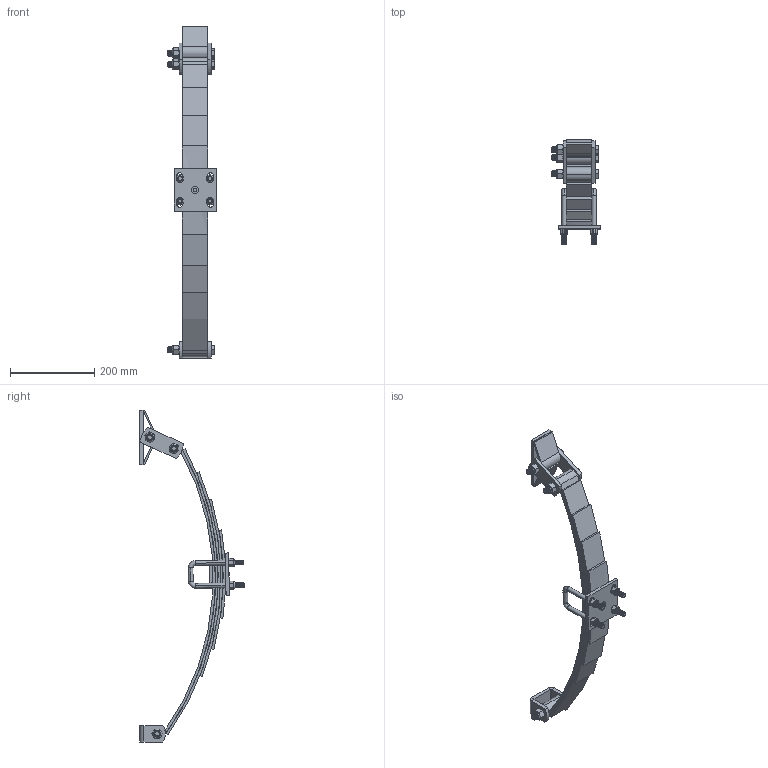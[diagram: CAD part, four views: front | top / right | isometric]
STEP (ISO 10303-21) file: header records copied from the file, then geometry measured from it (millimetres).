
FILE_DESCRIPTION (( 'STEP AP203' ), '1' );
FILE_NAME ('EYE TO EYE 5 LEAF 60MM SUSPENSION_REV_.step', '2025-08-17T04:51:28', ( '' ), ( '' ), 'SwSTEP 2.0', 'SolidWorks 2024', '' );
FILE_SCHEMA (( 'CONFIG_CONTROL_DESIGN' ));
Length unit declared in the file: millimetre
Products named in the file (11): Copy of NUT HEX 9_16-12 LOCKNUT_1^eye to eye 5 leaf 60mm suspension; EYE TO EYE 5 LEAF 60MM SUSPENSION_REV_; Copy of NUT HEX 3_8-16 LOCKNUT_1^eye to eye 5 leaf 60mm suspension; Part6^eye to eye 5 leaf 60mm suspension; Copy of linkplate^eye to eye 5 leaf 60mm suspension; Part1^eye to eye 5 leaf 60mm suspension_Default<As Machined>; HANGER-F; Copy of BOLT HEX 9_16-12 x 3.25 GRADE 8_1^eye to eye 5 leaf 60mm suspension; HANGER-R; Copy of U BOLT FOR 1.5 SQUARE AXLE x 1.75 SPRING^eye to eye 5 leaf 60mm suspension; Part7^eye to eye 5 leaf 60mm suspension
Assembly tree (19 placements, depth 2):
  EYE TO EYE 5 LEAF 60MM SUSPENSION_REV_
    Copy of BOLT HEX 9_16-12 x 3.25 GRADE 8_1^eye to eye 5 leaf 60mm suspension  x3
    Copy of NUT HEX 9_16-12 LOCKNUT_1^eye to eye 5 leaf 60mm suspension  x3
    Copy of NUT HEX 3_8-16 LOCKNUT_1^eye to eye 5 leaf 60mm suspension  x4
    Copy of U BOLT FOR 1.5 SQUARE AXLE x 1.75 SPRING^eye to eye 5 leaf 60mm suspension  x2
    Part1^eye to eye 5 leaf 60mm suspension_Default<As Machined>
    HANGER-R
    Copy of linkplate^eye to eye 5 leaf 60mm suspension  x2
    HANGER-F
    Part6^eye to eye 5 leaf 60mm suspension
    Part7^eye to eye 5 leaf 60mm suspension
Bounding box: 114.55 x 248.67 x 790 mm (x, y, z)
Volume: 1429200.4 mm3; surface area: 544303 mm2
Topology: 36 solids, 36 shells, 1011 faces, 2558 edges, 1655 vertices
Faces by surface type: cylinder 496, plane 264, cone 159, bspline 84, torus 8
Entity records: 30531 total; most frequent: CARTESIAN_POINT 18998, ORIENTED_EDGE 2284, DIRECTION 1893, EDGE_CURVE 1142, VERTEX_POINT 743, AXIS2_PLACEMENT_3D 719, EDGE_LOOP 515, LINE 455
